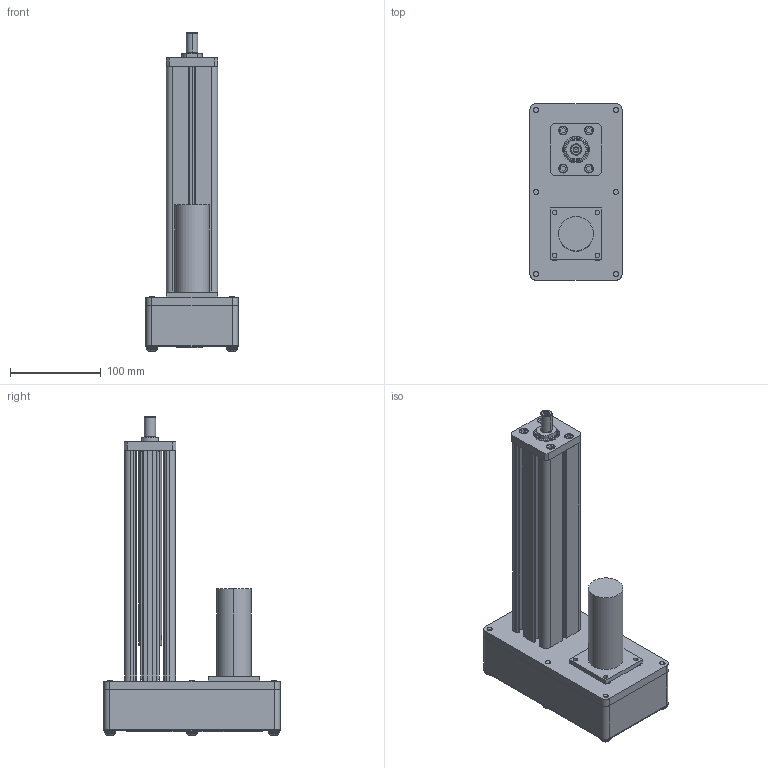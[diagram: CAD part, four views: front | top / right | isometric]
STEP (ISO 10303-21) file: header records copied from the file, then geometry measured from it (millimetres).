
FILE_DESCRIPTION (( 'STEP AP203' ), '1' );
FILE_NAME ('i^20-1001 Parallel Mount, NEMA 23 IP65.STEP', '2007-04-02T21:26:04', ( ' ' ), ( ' ' ), 'SwSTEP 2.0', 'SolidWorks 2007', '' );
FILE_SCHEMA (( 'CONFIG_CONTROL_DESIGN' ));
Length unit declared in the file: inch
Products named in the file (1): i^20-1001 Parallel Mount, NEMA 23 IP65
Bounding box: 101.6 x 194.11 x 351.71 mm (x, y, z)
Surface area: 216446.9 mm2 (no closed solid volume)
Topology: 0 solids, 54 shells, 546 faces, 1833 edges, 1279 vertices
Faces by surface type: plane 213, cylinder 188, cone 70, torus 58, sphere 17
Entity records: 20875 total; most frequent: CARTESIAN_POINT 4900, DIRECTION 3642, ORIENTED_EDGE 2691, EDGE_CURVE 1825, AXIS2_PLACEMENT_3D 1392, VERTEX_POINT 1276, VECTOR 858, LINE 858
